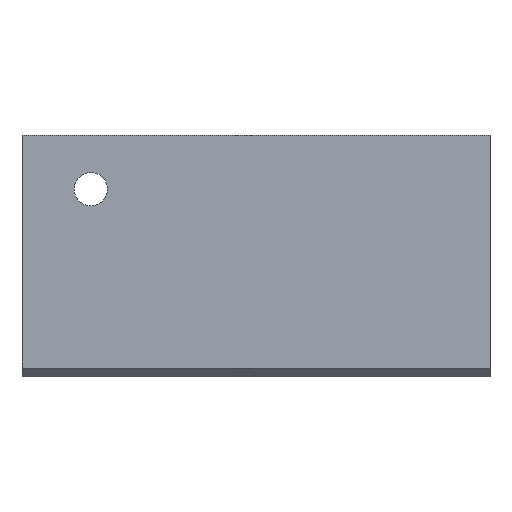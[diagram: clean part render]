
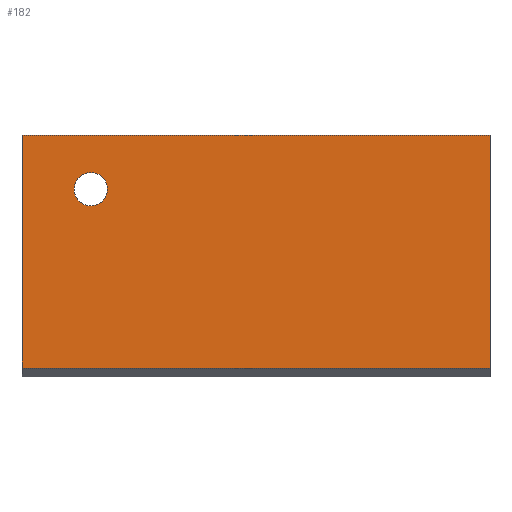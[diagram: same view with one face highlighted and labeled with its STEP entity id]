
A CAD part, top view. The second image highlights one B-rep face of the part: STEP entity #182.
In plain terms, the highlighted planar face has unit normal (0, 0, 1).
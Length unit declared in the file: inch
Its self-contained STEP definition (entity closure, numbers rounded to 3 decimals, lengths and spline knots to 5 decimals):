
#2 = ORIENTED_EDGE ( 'NONE', *, *, #50, .T. ) ;
#7 = ORIENTED_EDGE ( 'NONE', *, *, #98, .T. ) ;
#13 = EDGE_LOOP ( 'NONE', ( #312, #69 ) ) ;
#15 = AXIS2_PLACEMENT_3D ( 'NONE', #179, #214, #102 ) ;
#18 = FACE_OUTER_BOUND ( 'NONE', #89, .T. ) ;
#20 = EDGE_CURVE ( 'NONE', #128, #206, #119, .T. ) ;
#21 = LINE ( 'NONE', #75, #314 ) ;
#25 = VERTEX_POINT ( 'NONE', #45 ) ;
#45 = CARTESIAN_POINT ( 'NONE',  ( 3.65558, -1.6504, 0.25 ) ) ;
#48 = CARTESIAN_POINT ( 'NONE',  ( 3.65558, 1.63735, 0.25 ) ) ;
#50 = EDGE_CURVE ( 'NONE', #25, #202, #130, .T. ) ;
#56 = CARTESIAN_POINT ( 'NONE',  ( 3.65558, 1.63735, 0.25 ) ) ;
#69 = ORIENTED_EDGE ( 'NONE', *, *, #20, .F. ) ;
#75 = CARTESIAN_POINT ( 'NONE',  ( -2.94991, 1.63735, 0.25 ) ) ;
#83 = VERTEX_POINT ( 'NONE', #295 ) ;
#89 = EDGE_LOOP ( 'NONE', ( #7, #195, #2, #162 ) ) ;
#98 = EDGE_CURVE ( 'NONE', #83, #276, #21, .T. ) ;
#99 = PLANE ( 'NONE',  #164 ) ;
#101 = CIRCLE ( 'NONE', #15, 0.23606 ) ;
#102 = DIRECTION ( 'NONE',  ( 1., 0., 0. ) ) ;
#108 = CARTESIAN_POINT ( 'NONE',  ( -2.21506, 0.87317, 0.25 ) ) ;
#119 = CIRCLE ( 'NONE', #200, 0.23606 ) ;
#121 = EDGE_CURVE ( 'NONE', #276, #25, #229, .T. ) ;
#123 = DIRECTION ( 'NONE',  ( 0., 0., 1. ) ) ;
#125 = CARTESIAN_POINT ( 'NONE',  ( -1.979, 0.87317, 0.25 ) ) ;
#128 = VERTEX_POINT ( 'NONE', #108 ) ;
#129 = DIRECTION ( 'NONE',  ( 1., 0., 0. ) ) ;
#130 = LINE ( 'NONE', #48, #337 ) ;
#140 = EDGE_CURVE ( 'NONE', #206, #128, #101, .T. ) ;
#156 = FACE_BOUND ( 'NONE', #13, .T. ) ;
#157 = CARTESIAN_POINT ( 'NONE',  ( 3.65558, -1.6504, 0.25 ) ) ;
#158 = DIRECTION ( 'NONE',  ( 0., -1., 0. ) ) ;
#162 = ORIENTED_EDGE ( 'NONE', *, *, #306, .T. ) ;
#164 = AXIS2_PLACEMENT_3D ( 'NONE', #297, #211, #129 ) ;
#179 = CARTESIAN_POINT ( 'NONE',  ( -1.979, 0.87317, 0.25 ) ) ;
#182 = ADVANCED_FACE ( 'NONE', ( #156, #18 ), #99, .T. ) ;
#188 = CARTESIAN_POINT ( 'NONE',  ( -2.94991, 1.63735, 0.25 ) ) ;
#194 = LINE ( 'NONE', #188, #294 ) ;
#195 = ORIENTED_EDGE ( 'NONE', *, *, #121, .T. ) ;
#200 = AXIS2_PLACEMENT_3D ( 'NONE', #125, #123, #259 ) ;
#202 = VERTEX_POINT ( 'NONE', #56 ) ;
#206 = VERTEX_POINT ( 'NONE', #242 ) ;
#211 = DIRECTION ( 'NONE',  ( 0., 0., 1. ) ) ;
#214 = DIRECTION ( 'NONE',  ( 0., 0., 1. ) ) ;
#218 = DIRECTION ( 'NONE',  ( -1., 0., 0. ) ) ;
#229 = LINE ( 'NONE', #157, #237 ) ;
#237 = VECTOR ( 'NONE', #302, 39.37008 ) ;
#242 = CARTESIAN_POINT ( 'NONE',  ( -1.74293, 0.87317, 0.25 ) ) ;
#259 = DIRECTION ( 'NONE',  ( 1., 0., 0. ) ) ;
#276 = VERTEX_POINT ( 'NONE', #311 ) ;
#294 = VECTOR ( 'NONE', #218, 39.37008 ) ;
#295 = CARTESIAN_POINT ( 'NONE',  ( -2.94991, 1.63735, 0.25 ) ) ;
#297 = CARTESIAN_POINT ( 'NONE',  ( 0., 0., 0.25 ) ) ;
#302 = DIRECTION ( 'NONE',  ( 1., 0., 0. ) ) ;
#306 = EDGE_CURVE ( 'NONE', #202, #83, #194, .T. ) ;
#311 = CARTESIAN_POINT ( 'NONE',  ( -2.94991, -1.6504, 0.25 ) ) ;
#312 = ORIENTED_EDGE ( 'NONE', *, *, #140, .F. ) ;
#314 = VECTOR ( 'NONE', #158, 39.37008 ) ;
#320 = DIRECTION ( 'NONE',  ( 0., 1., 0. ) ) ;
#337 = VECTOR ( 'NONE', #320, 39.37008 ) ;
